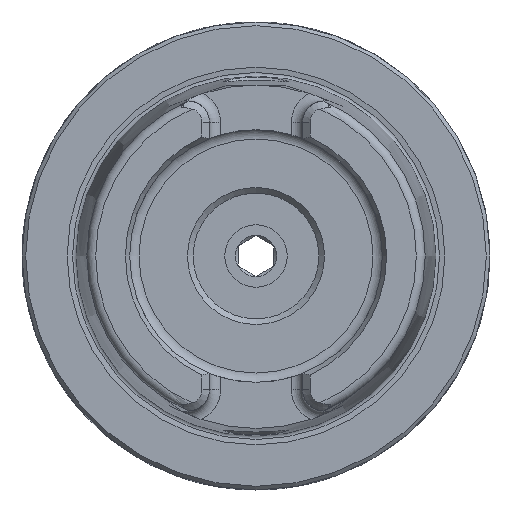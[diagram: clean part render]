
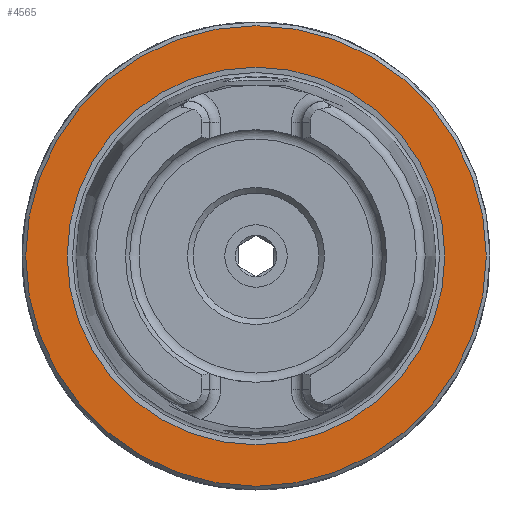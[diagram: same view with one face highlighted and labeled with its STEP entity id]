
A CAD part, left-side view. The second image highlights one B-rep face of the part: STEP entity #4565.
In plain terms, the highlighted planar face has unit normal (-1, 0, 0).
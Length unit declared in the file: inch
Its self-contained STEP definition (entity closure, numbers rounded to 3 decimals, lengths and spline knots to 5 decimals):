
#4531=CARTESIAN_POINT('',(0.0,1.22047,0.));
#4532=VERTEX_POINT('',#4531);
#4533=CARTESIAN_POINT('',(0.0,0.0,0.0));
#4534=DIRECTION('',(1.0,0.0,0.0));
#4535=DIRECTION('',(0.0,-1.0,0.0));
#4536=AXIS2_PLACEMENT_3D('',#4533,#4534,#4535);
#4537=CIRCLE('',#4536,1.22047);
#4538=EDGE_CURVE('',#4532,#4532,#4537,.T.);
#4546=CARTESIAN_POINT('',(0.0,0.62008,0.0));
#4547=DIRECTION('',(-1.0,0.0,0.0));
#4548=DIRECTION('',(0.0,0.0,1.0));
#4549=AXIS2_PLACEMENT_3D('',#4546,#4547,#4548);
#4550=PLANE('',#4549);
#4551=ORIENTED_EDGE('',*,*,#4538,.F.);
#4552=EDGE_LOOP('',(#4551));
#4553=FACE_OUTER_BOUND('',#4552,.T.);
#4554=CARTESIAN_POINT('',(0.0,1.0008,0.0));
#4555=VERTEX_POINT('',#4554);
#4556=CARTESIAN_POINT('',(0.0,0.0,0.0));
#4557=DIRECTION('',(1.0,0.0,0.0));
#4558=DIRECTION('',(0.0,1.0,0.0));
#4559=AXIS2_PLACEMENT_3D('',#4556,#4557,#4558);
#4560=CIRCLE('',#4559,1.0008);
#4561=EDGE_CURVE('',#4555,#4555,#4560,.T.);
#4562=ORIENTED_EDGE('',*,*,#4561,.T.);
#4563=EDGE_LOOP('',(#4562));
#4564=FACE_BOUND('',#4563,.T.);
#4565=ADVANCED_FACE('',(#4553,#4564),#4550,.T.);
